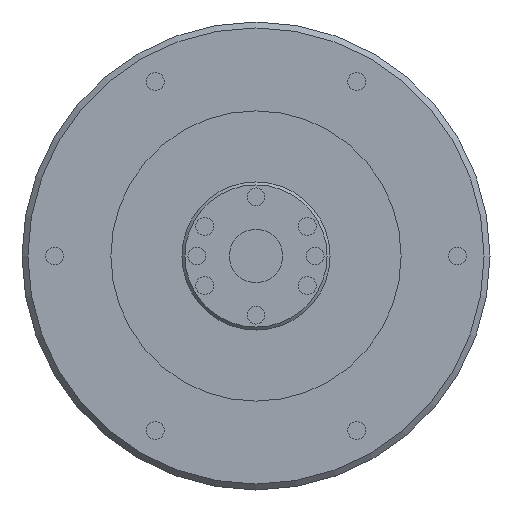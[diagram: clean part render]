
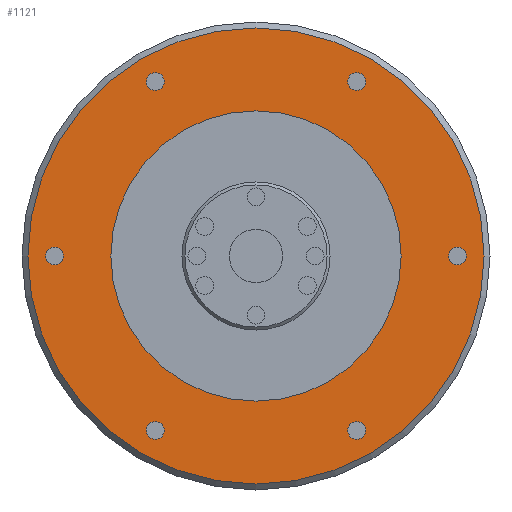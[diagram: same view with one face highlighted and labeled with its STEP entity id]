
A CAD part, left-side view. The second image highlights one B-rep face of the part: STEP entity #1121.
In plain terms, the highlighted planar face has unit normal (-1, 0, 0).
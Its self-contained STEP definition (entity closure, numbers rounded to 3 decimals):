
#29=FACE_BOUND('',#186,.T.);
#30=FACE_BOUND('',#187,.T.);
#31=FACE_BOUND('',#188,.T.);
#32=FACE_BOUND('',#189,.T.);
#33=FACE_BOUND('',#190,.T.);
#34=FACE_BOUND('',#191,.T.);
#35=FACE_BOUND('',#192,.T.);
#53=PLANE('',#1226);
#102=FACE_OUTER_BOUND('',#185,.T.);
#185=EDGE_LOOP('',(#779));
#186=EDGE_LOOP('',(#780));
#187=EDGE_LOOP('',(#781));
#188=EDGE_LOOP('',(#782));
#189=EDGE_LOOP('',(#783));
#190=EDGE_LOOP('',(#784));
#191=EDGE_LOOP('',(#785));
#192=EDGE_LOOP('',(#786));
#410=CIRCLE('',#1225,38.5);
#411=CIRCLE('',#1227,24.5);
#412=CIRCLE('',#1228,1.5);
#413=CIRCLE('',#1229,1.5);
#414=CIRCLE('',#1230,1.5);
#415=CIRCLE('',#1231,1.5);
#416=CIRCLE('',#1232,1.5);
#417=CIRCLE('',#1233,1.5);
#502=VERTEX_POINT('',#1826);
#503=VERTEX_POINT('',#1830);
#504=VERTEX_POINT('',#1832);
#505=VERTEX_POINT('',#1834);
#506=VERTEX_POINT('',#1836);
#507=VERTEX_POINT('',#1838);
#508=VERTEX_POINT('',#1840);
#509=VERTEX_POINT('',#1842);
#609=EDGE_CURVE('',#502,#502,#410,.T.);
#610=EDGE_CURVE('',#503,#503,#411,.T.);
#611=EDGE_CURVE('',#504,#504,#412,.T.);
#612=EDGE_CURVE('',#505,#505,#413,.T.);
#613=EDGE_CURVE('',#506,#506,#414,.T.);
#614=EDGE_CURVE('',#507,#507,#415,.T.);
#615=EDGE_CURVE('',#508,#508,#416,.T.);
#616=EDGE_CURVE('',#509,#509,#417,.T.);
#779=ORIENTED_EDGE('',*,*,#609,.F.);
#780=ORIENTED_EDGE('',*,*,#610,.T.);
#781=ORIENTED_EDGE('',*,*,#611,.F.);
#782=ORIENTED_EDGE('',*,*,#612,.F.);
#783=ORIENTED_EDGE('',*,*,#613,.F.);
#784=ORIENTED_EDGE('',*,*,#614,.F.);
#785=ORIENTED_EDGE('',*,*,#615,.F.);
#786=ORIENTED_EDGE('',*,*,#616,.F.);
#1121=ADVANCED_FACE('',(#102,#29,#30,#31,#32,#33,#34,#35),#53,.F.);
#1225=AXIS2_PLACEMENT_3D('',#1828,#1419,#1420);
#1226=AXIS2_PLACEMENT_3D('',#1829,#1421,#1422);
#1227=AXIS2_PLACEMENT_3D('',#1831,#1423,#1424);
#1228=AXIS2_PLACEMENT_3D('',#1833,#1425,#1426);
#1229=AXIS2_PLACEMENT_3D('',#1835,#1427,#1428);
#1230=AXIS2_PLACEMENT_3D('',#1837,#1429,#1430);
#1231=AXIS2_PLACEMENT_3D('',#1839,#1431,#1432);
#1232=AXIS2_PLACEMENT_3D('',#1841,#1433,#1434);
#1233=AXIS2_PLACEMENT_3D('',#1843,#1435,#1436);
#1419=DIRECTION('center_axis',(1.,0.,0.));
#1420=DIRECTION('ref_axis',(0.,-1.,0.));
#1421=DIRECTION('center_axis',(1.,0.,0.));
#1422=DIRECTION('ref_axis',(0.,1.,0.));
#1423=DIRECTION('center_axis',(1.,0.,0.));
#1424=DIRECTION('ref_axis',(0.,-1.,0.));
#1425=DIRECTION('center_axis',(-1.,0.,0.));
#1426=DIRECTION('ref_axis',(0.,0.866,0.5));
#1427=DIRECTION('center_axis',(-1.,0.,0.));
#1428=DIRECTION('ref_axis',(0.,0.,1.));
#1429=DIRECTION('center_axis',(-1.,0.,0.));
#1430=DIRECTION('ref_axis',(0.,-0.866,0.5));
#1431=DIRECTION('center_axis',(-1.,0.,0.));
#1432=DIRECTION('ref_axis',(0.,-0.866,-0.5));
#1433=DIRECTION('center_axis',(-1.,0.,0.));
#1434=DIRECTION('ref_axis',(0.,0.,-1.));
#1435=DIRECTION('center_axis',(-1.,0.,0.));
#1436=DIRECTION('ref_axis',(0.,0.866,-0.5));
#1826=CARTESIAN_POINT('',(-38.,-38.5,0.));
#1828=CARTESIAN_POINT('Origin',(-38.,0.,0.));
#1829=CARTESIAN_POINT('Origin',(-38.,0.,0.));
#1830=CARTESIAN_POINT('',(-38.,-24.5,0.));
#1831=CARTESIAN_POINT('Origin',(-38.,0.,0.));
#1832=CARTESIAN_POINT('',(-38.,-15.5,29.445));
#1833=CARTESIAN_POINT('Origin',(-38.,-17.,29.445));
#1834=CARTESIAN_POINT('',(-38.,-33.25,1.299));
#1835=CARTESIAN_POINT('Origin',(-38.,-34.,0.));
#1836=CARTESIAN_POINT('',(-38.,-17.75,-28.146));
#1837=CARTESIAN_POINT('Origin',(-38.,-17.,-29.445));
#1838=CARTESIAN_POINT('',(-38.,15.5,-29.445));
#1839=CARTESIAN_POINT('Origin',(-38.,17.,-29.445));
#1840=CARTESIAN_POINT('',(-38.,33.25,-1.299));
#1841=CARTESIAN_POINT('Origin',(-38.,34.,0.));
#1842=CARTESIAN_POINT('',(-38.,17.75,28.146));
#1843=CARTESIAN_POINT('Origin',(-38.,17.,29.445));
